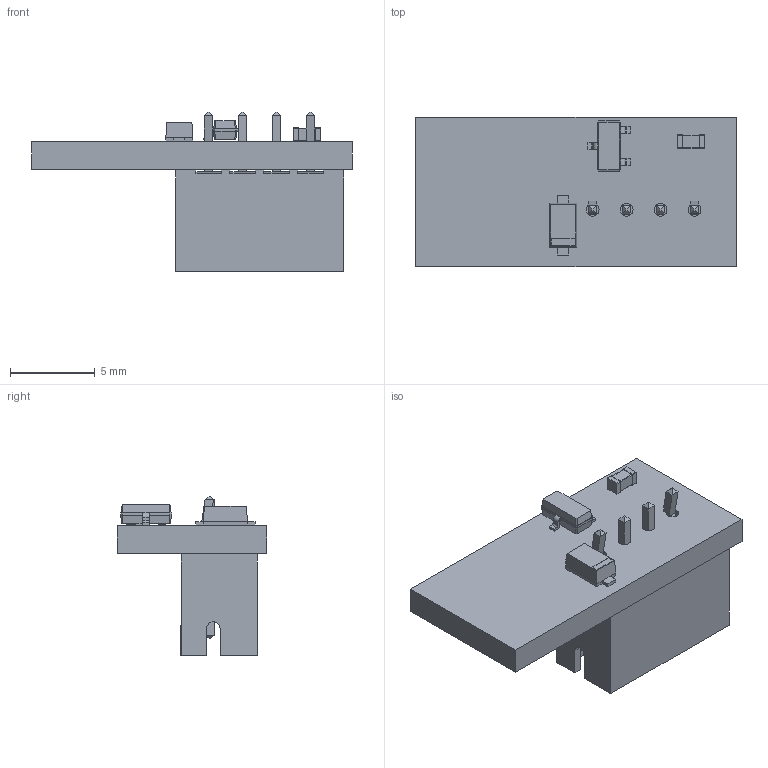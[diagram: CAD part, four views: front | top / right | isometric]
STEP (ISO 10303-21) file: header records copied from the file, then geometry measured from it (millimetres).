
FILE_DESCRIPTION(('KiCad electronic assembly'),'2;1');
FILE_NAME('LDS02RR_adapter.step','2024-03-06T19:46:24',('Pcbnew'),( 'Kicad'),'Open CASCADE STEP processor 7.7','KiCad to STEP converter' ,'Unknown');
FILE_SCHEMA(('AUTOMOTIVE_DESIGN { 1 0 10303 214 1 1 1 1 }'));
Length unit declared in the file: millimetre
Products named in the file (10): LDS02RR_adapter 1; C_0603_1608Metric; SOLID; D_SOD-123F; SOT-23; JST_PH_B4B-PH-K_1x04_P2.00mm_Vertical; LDS02RR_adapter PCB
Assembly tree (9 placements, depth 3):
  LDS02RR_adapter 1
    C_0603_1608Metric
      SOLID
    D_SOD-123F
      SOLID
    SOT-23
      SOLID
    JST_PH_B4B-PH-K_1x04_P2.00mm_Vertical
      SOLID
    LDS02RR_adapter PCB
Bounding box: 18.87 x 8.8 x 9.4 mm (x, y, z)
Volume: 401.1 mm3; surface area: 862.8 mm2
Topology: 5 solids, 5 shells, 290 faces, 732 edges, 462 vertices
Faces by surface type: plane 223, bspline 37, cylinder 30
Full cylindrical faces by diameter (mm): 0.75 x4
Entity records: 20246 total; most frequent: CARTESIAN_POINT 3474, DIRECTION 2635, LINE 1962, VECTOR 1962, ORIENTED_EDGE 1464, PCURVE 1464, DEFINITIONAL_REPRESENTATION 1464, EDGE_CURVE 732
